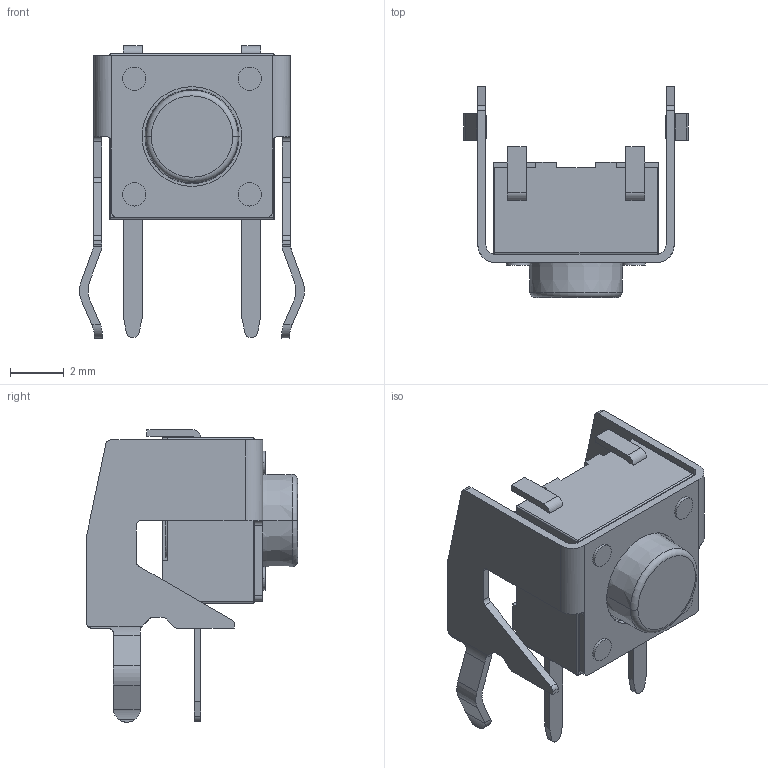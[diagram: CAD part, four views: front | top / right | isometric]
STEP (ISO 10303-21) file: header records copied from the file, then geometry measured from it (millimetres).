
FILE_DESCRIPTION (( 'STEP AP214' ), '1' );
FILE_NAME ('SW-TH_L7.4-W5.0-H6.0-P4.5.step', '2023-11-06T08:40:16', ( '' ), ( '' ), 'SwSTEP 2.0', 'SolidWorks 2020', '' );
FILE_SCHEMA (( 'AUTOMOTIVE_DESIGN' ));
Length unit declared in the file: millimetre
Products named in the file (1): SW-TH_L7.4-W5.0-H6.0-P4.5
Bounding box: 8.37 x 7.85 x 10.88 mm (x, y, z)
Volume: 132.3 mm3; surface area: 482.9 mm2
Topology: 1 solids, 2 shells, 487 faces, 1316 edges, 865 vertices
Faces by surface type: plane 278, bspline 123, cylinder 82, torus 2, cone 2
Entity records: 21385 total; most frequent: CARTESIAN_POINT 4539, ORIENTED_EDGE 2624, DIRECTION 1973, EDGE_CURVE 1312, VECTOR 881, LINE 881, VERTEX_POINT 865, AXIS2_PLACEMENT_3D 546
